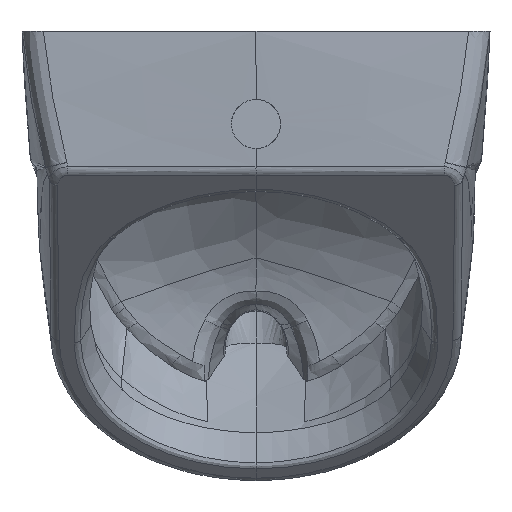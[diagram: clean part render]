
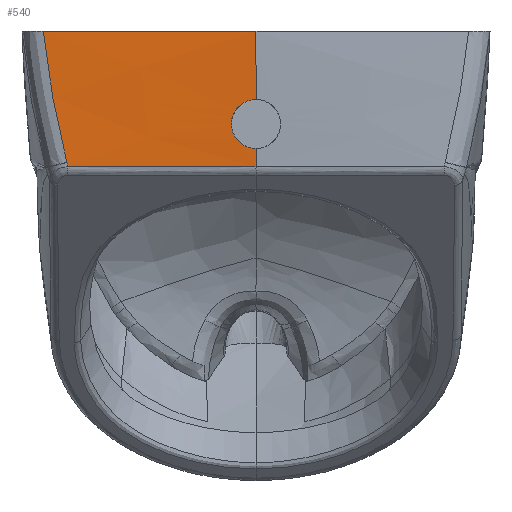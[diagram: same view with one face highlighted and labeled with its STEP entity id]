
A CAD part, top view. The second image highlights one B-rep face of the part: STEP entity #540.
In plain terms, the highlighted free-form (B-spline) face has degree [3, 3] with [9, 5] control points.
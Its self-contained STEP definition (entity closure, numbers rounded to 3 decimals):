
#203=B_SPLINE_SURFACE_WITH_KNOTS('',3,3,((#19405,#19406,#19407,#19408,#19409),
(#19410,#19411,#19412,#19413,#19414),(#19415,#19416,#19417,#19418,#19419),
(#19420,#19421,#19422,#19423,#19424),(#19425,#19426,#19427,#19428,#19429),
(#19430,#19431,#19432,#19433,#19434),(#19435,#19436,#19437,#19438,#19439),
(#19440,#19441,#19442,#19443,#19444),(#19445,#19446,#19447,#19448,#19449)),
 .UNSPECIFIED.,.F.,.F.,.F.,(4,1,1,1,1,1,4),(4,1,4),(0.,0.257,
0.515,0.644,0.772,0.901,
1.),(0.,0.545,1.),.UNSPECIFIED.);
#361=FACE_OUTER_BOUND('',#783,.T.);
#540=ADVANCED_FACE('',(#361),#203,.F.);
#783=EDGE_LOOP('',(#1451,#1452,#1453,#1454,#1455,#1456,#1457,#1458));
#1451=ORIENTED_EDGE('',*,*,#2208,.T.);
#1452=ORIENTED_EDGE('',*,*,#2437,.T.);
#1453=ORIENTED_EDGE('',*,*,#2206,.T.);
#1454=ORIENTED_EDGE('',*,*,#2112,.T.);
#1455=ORIENTED_EDGE('',*,*,#2413,.F.);
#1456=ORIENTED_EDGE('',*,*,#2415,.F.);
#1457=ORIENTED_EDGE('',*,*,#2416,.T.);
#1458=ORIENTED_EDGE('',*,*,#2438,.T.);
#1809=VERTEX_POINT('',#3181);
#1810=VERTEX_POINT('',#3187);
#1880=VERTEX_POINT('',#6386);
#1881=VERTEX_POINT('',#6401);
#1882=VERTEX_POINT('',#6411);
#2010=VERTEX_POINT('',#17661);
#2011=VERTEX_POINT('',#17720);
#2012=VERTEX_POINT('',#17741);
#2112=EDGE_CURVE('',#1810,#1809,#2587,.T.);
#2206=EDGE_CURVE('',#1880,#1810,#2656,.T.);
#2208=EDGE_CURVE('',#1882,#1881,#2658,.T.);
#2413=EDGE_CURVE('',#2010,#1809,#2845,.T.);
#2415=EDGE_CURVE('',#2011,#2010,#2847,.T.);
#2416=EDGE_CURVE('',#2011,#2012,#2848,.T.);
#2437=EDGE_CURVE('',#1881,#1880,#2868,.T.);
#2438=EDGE_CURVE('',#2012,#1882,#2869,.T.);
#2587=B_SPLINE_CURVE_WITH_KNOTS('',3,(#3182,#3183,#3184,#3185,#3186),
 .UNSPECIFIED.,.F.,.F.,(4,1,4),(0.,0.55,1.),.UNSPECIFIED.);
#2656=B_SPLINE_CURVE_WITH_KNOTS('',3,(#6377,#6378,#6379,#6380,#6381,#6382,
#6383,#6384,#6385),.UNSPECIFIED.,.F.,.F.,(4,1,1,1,1,1,4),(0.,0.125,0.25,
0.375,0.5,0.75,1.),.UNSPECIFIED.);
#2658=B_SPLINE_CURVE_WITH_KNOTS('',3,(#6402,#6403,#6404,#6405,#6406,#6407,
#6408,#6409,#6410),.UNSPECIFIED.,.F.,.F.,(4,1,1,1,1,1,4),(0.,0.125,0.25,
0.375,0.5,0.75,1.),.UNSPECIFIED.);
#2845=B_SPLINE_CURVE_WITH_KNOTS('',3,(#17662,#17663,#17664,#17665,#17666,
#17667),.UNSPECIFIED.,.F.,.F.,(4,2,4),(0.,0.5,1.),.UNSPECIFIED.);
#2847=B_SPLINE_CURVE_WITH_KNOTS('',3,(#17721,#17722,#17723,#17724),
 .UNSPECIFIED.,.F.,.F.,(4,4),(0.,1.),.UNSPECIFIED.);
#2848=B_SPLINE_CURVE_WITH_KNOTS('',3,(#17737,#17738,#17739,#17740),
 .UNSPECIFIED.,.F.,.F.,(4,4),(0.,1.),.UNSPECIFIED.);
#2868=B_SPLINE_CURVE_WITH_KNOTS('',3,(#19387,#19388,#19389,#19390,#19391,
#19392,#19393,#19394,#19395,#19396,#19397,#19398,#19399,#19400),
 .UNSPECIFIED.,.F.,.F.,(4,2,2,2,2,2,4),(0.,0.125,0.25,0.5,0.625,0.75,1.),
 .UNSPECIFIED.);
#2869=B_SPLINE_CURVE_WITH_KNOTS('',3,(#19401,#19402,#19403,#19404),
 .UNSPECIFIED.,.F.,.F.,(4,4),(0.,1.),.UNSPECIFIED.);
#3181=CARTESIAN_POINT('',(-151.495,16.,200.871));
#3182=CARTESIAN_POINT('',(0.,16.,205.));
#3183=CARTESIAN_POINT('',(-27.799,16.,205.));
#3184=CARTESIAN_POINT('',(-78.322,16.,204.242));
#3185=CARTESIAN_POINT('',(-128.804,16.,202.109));
#3186=CARTESIAN_POINT('',(-151.495,16.,200.871));
#3187=CARTESIAN_POINT('',(0.,16.,205.));
#6377=CARTESIAN_POINT('',(0.,-83.945,200.));
#6378=CARTESIAN_POINT('',(0.,-79.781,200.208));
#6379=CARTESIAN_POINT('',(0.,-71.452,200.625));
#6380=CARTESIAN_POINT('',(0.,-58.959,201.25));
#6381=CARTESIAN_POINT('',(0.,-46.466,201.875));
#6382=CARTESIAN_POINT('',(0.,-29.808,202.708));
#6383=CARTESIAN_POINT('',(0.,-8.986,203.75));
#6384=CARTESIAN_POINT('',(0.,7.671,204.583));
#6385=CARTESIAN_POINT('',(0.,16.,205.));
#6386=CARTESIAN_POINT('',(0.,-32.5,202.574));
#6401=CARTESIAN_POINT('',(0.,-67.5,200.823));
#6402=CARTESIAN_POINT('',(0.,-83.945,200.));
#6403=CARTESIAN_POINT('',(0.,-79.781,200.208));
#6404=CARTESIAN_POINT('',(0.,-71.452,200.625));
#6405=CARTESIAN_POINT('',(0.,-58.959,201.25));
#6406=CARTESIAN_POINT('',(0.,-46.466,201.875));
#6407=CARTESIAN_POINT('',(0.,-29.808,202.708));
#6408=CARTESIAN_POINT('',(0.,-8.986,203.75));
#6409=CARTESIAN_POINT('',(0.,7.671,204.583));
#6410=CARTESIAN_POINT('',(0.,16.,205.));
#6411=CARTESIAN_POINT('',(0.,-80.483,200.173));
#17661=CARTESIAN_POINT('',(-134.76,-77.199,200.058));
#17662=CARTESIAN_POINT('',(-134.76,-77.199,200.058));
#17663=CARTESIAN_POINT('',(-138.746,-61.934,200.19));
#17664=CARTESIAN_POINT('',(-142.026,-46.484,200.337));
#17665=CARTESIAN_POINT('',(-147.553,-15.38,200.621));
#17666=CARTESIAN_POINT('',(-149.661,0.303,200.762));
#17667=CARTESIAN_POINT('',(-151.495,16.,200.871));
#17720=CARTESIAN_POINT('',(-134.69,-77.468,200.056));
#17721=CARTESIAN_POINT('',(-134.689,-77.47,200.055));
#17722=CARTESIAN_POINT('',(-134.713,-77.379,200.056));
#17723=CARTESIAN_POINT('',(-134.736,-77.289,200.057));
#17724=CARTESIAN_POINT('',(-134.76,-77.199,200.058));
#17737=CARTESIAN_POINT('',(-134.689,-77.47,200.055));
#17738=CARTESIAN_POINT('',(-134.445,-78.403,200.047));
#17739=CARTESIAN_POINT('',(-134.198,-79.336,200.039));
#17740=CARTESIAN_POINT('',(-133.948,-80.269,200.031));
#17741=CARTESIAN_POINT('',(-133.948,-80.269,200.031));
#19387=CARTESIAN_POINT('',(0.,-67.5,200.823));
#19388=CARTESIAN_POINT('',(-2.314,-67.5,200.823));
#19389=CARTESIAN_POINT('',(-4.584,-67.044,200.845));
#19390=CARTESIAN_POINT('',(-8.823,-65.286,200.931));
#19391=CARTESIAN_POINT('',(-10.765,-63.985,200.994));
#19392=CARTESIAN_POINT('',(-15.606,-59.14,201.229));
#19393=CARTESIAN_POINT('',(-17.497,-54.573,201.451));
#19394=CARTESIAN_POINT('',(-17.501,-47.73,201.789));
#19395=CARTESIAN_POINT('',(-17.049,-45.438,201.904));
#19396=CARTESIAN_POINT('',(-15.3,-41.202,202.118));
#19397=CARTESIAN_POINT('',(-14.018,-39.273,202.218));
#19398=CARTESIAN_POINT('',(-9.124,-34.369,202.473));
#19399=CARTESIAN_POINT('',(-4.627,-32.5,202.574));
#19400=CARTESIAN_POINT('',(0.,-32.5,202.574));
#19401=CARTESIAN_POINT('',(-133.948,-80.269,200.031));
#19402=CARTESIAN_POINT('',(-90.013,-80.41,200.131));
#19403=CARTESIAN_POINT('',(-45.383,-80.483,200.173));
#19404=CARTESIAN_POINT('',(0.,-80.483,200.173));
#19405=CARTESIAN_POINT('',(0.,16.,205.));
#19406=CARTESIAN_POINT('',(-27.799,16.,205.));
#19407=CARTESIAN_POINT('',(-78.806,16.,204.235));
#19408=CARTESIAN_POINT('',(-129.771,16.,202.068));
#19409=CARTESIAN_POINT('',(-152.945,16.,200.791));
#19410=CARTESIAN_POINT('',(0.,7.671,204.583));
#19411=CARTESIAN_POINT('',(-27.669,7.643,204.582));
#19412=CARTESIAN_POINT('',(-78.438,7.592,203.879));
#19413=CARTESIAN_POINT('',(-129.169,7.541,201.894));
#19414=CARTESIAN_POINT('',(-152.237,7.518,200.725));
#19415=CARTESIAN_POINT('',(0.,-8.986,203.75));
#19416=CARTESIAN_POINT('',(-27.327,-9.062,203.746));
#19417=CARTESIAN_POINT('',(-77.469,-9.202,203.169));
#19418=CARTESIAN_POINT('',(-127.58,-9.342,201.546));
#19419=CARTESIAN_POINT('',(-150.369,-9.405,200.592));
#19420=CARTESIAN_POINT('',(0.,-29.808,202.708));
#19421=CARTESIAN_POINT('',(-26.695,-29.914,202.703));
#19422=CARTESIAN_POINT('',(-75.676,-30.107,202.284));
#19423=CARTESIAN_POINT('',(-124.635,-30.301,201.114));
#19424=CARTESIAN_POINT('',(-146.903,-30.39,200.426));
#19425=CARTESIAN_POINT('',(0.,-46.466,201.875));
#19426=CARTESIAN_POINT('',(-26.065,-46.569,201.87));
#19427=CARTESIAN_POINT('',(-73.892,-46.758,201.578));
#19428=CARTESIAN_POINT('',(-121.703,-46.948,200.769));
#19429=CARTESIAN_POINT('',(-143.451,-47.034,200.294));
#19430=CARTESIAN_POINT('',(0.,-58.959,201.25));
#19431=CARTESIAN_POINT('',(-25.532,-59.046,201.246));
#19432=CARTESIAN_POINT('',(-72.381,-59.205,201.05));
#19433=CARTESIAN_POINT('',(-119.22,-59.365,200.512));
#19434=CARTESIAN_POINT('',(-140.527,-59.437,200.196));
#19435=CARTESIAN_POINT('',(0.,-70.491,200.673));
#19436=CARTESIAN_POINT('',(-24.985,-70.547,200.67));
#19437=CARTESIAN_POINT('',(-70.829,-70.651,200.565));
#19438=CARTESIAN_POINT('',(-116.668,-70.755,200.275));
#19439=CARTESIAN_POINT('',(-137.523,-70.803,200.105));
#19440=CARTESIAN_POINT('',(0.,-77.858,200.305));
#19441=CARTESIAN_POINT('',(-24.604,-77.886,200.303));
#19442=CARTESIAN_POINT('',(-69.749,-77.937,200.255));
#19443=CARTESIAN_POINT('',(-114.892,-77.988,200.124));
#19444=CARTESIAN_POINT('',(-135.431,-78.011,200.048));
#19445=CARTESIAN_POINT('',(0.,-81.062,200.144));
#19446=CARTESIAN_POINT('',(-24.433,-81.075,200.144));
#19447=CARTESIAN_POINT('',(-69.264,-81.099,200.121));
#19448=CARTESIAN_POINT('',(-114.094,-81.124,200.059));
#19449=CARTESIAN_POINT('',(-134.492,-81.135,200.023));
